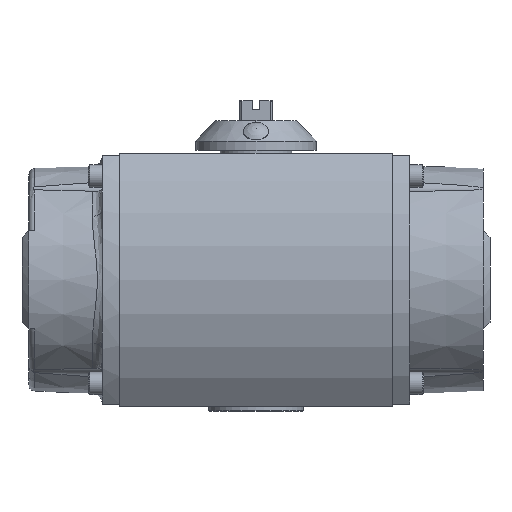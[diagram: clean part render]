
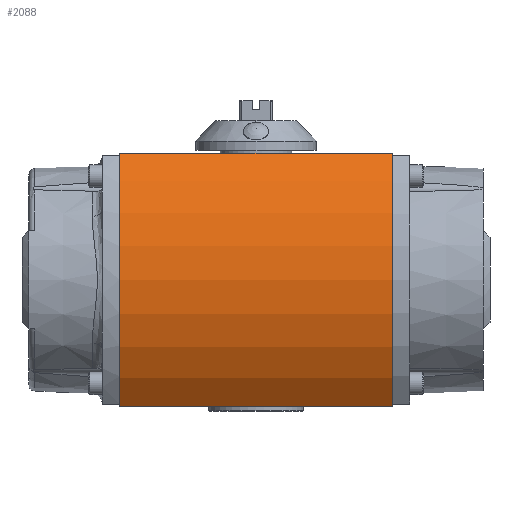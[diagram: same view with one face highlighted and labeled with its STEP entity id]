
A CAD part, left-side view. The second image highlights one B-rep face of the part: STEP entity #2088.
In plain terms, the highlighted cylindrical face has radius 115.979 mm (diameter 231.958 mm), a partial arc.
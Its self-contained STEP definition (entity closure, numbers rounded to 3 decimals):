
#644=CARTESIAN_POINT('',(-41.65,79.005,-73.3));
#645=VERTEX_POINT('',#644);
#662=CARTESIAN_POINT('',(-41.65,-79.005,-73.3));
#663=VERTEX_POINT('',#662);
#670=CARTESIAN_POINT('',(-41.65,-79.005,-73.3));
#671=DIRECTION('',(0.0,1.0,0.0));
#672=VECTOR('',#671,158.01);
#673=LINE('',#670,#672);
#674=EDGE_CURVE('',#663,#645,#673,.T.);
#1980=CARTESIAN_POINT('',(-41.65,-79.005,73.3));
#1981=VERTEX_POINT('',#1980);
#1988=CARTESIAN_POINT('',(48.229,-79.005,0.));
#1989=DIRECTION('',(0.0,1.0,0.0));
#1990=DIRECTION('',(-0.775,0.0,-0.632));
#1991=AXIS2_PLACEMENT_3D('',#1988,#1989,#1990);
#1992=CIRCLE('',#1991,115.979);
#1993=EDGE_CURVE('',#663,#1981,#1992,.T.);
#2020=CARTESIAN_POINT('',(-41.65,79.005,73.3));
#2021=VERTEX_POINT('',#2020);
#2028=CARTESIAN_POINT('',(-41.65,-79.005,73.3));
#2029=DIRECTION('',(0.0,1.0,0.0));
#2030=VECTOR('',#2029,158.01);
#2031=LINE('',#2028,#2030);
#2032=EDGE_CURVE('',#1981,#2021,#2031,.T.);
#2071=CARTESIAN_POINT('',(48.229,0.0,0.));
#2072=DIRECTION('',(0.0,1.0,0.0));
#2073=DIRECTION('',(-0.775,0.0,-0.632));
#2074=AXIS2_PLACEMENT_3D('',#2071,#2072,#2073);
#2075=CYLINDRICAL_SURFACE('',#2074,115.979);
#2076=CARTESIAN_POINT('',(48.229,79.005,0.));
#2077=DIRECTION('',(0.0,-1.0,0.0));
#2078=DIRECTION('',(-0.775,0.0,-0.632));
#2079=AXIS2_PLACEMENT_3D('',#2076,#2077,#2078);
#2080=CIRCLE('',#2079,115.979);
#2081=EDGE_CURVE('',#2021,#645,#2080,.T.);
#2082=ORIENTED_EDGE('',*,*,#2081,.T.);
#2083=ORIENTED_EDGE('',*,*,#674,.F.);
#2084=ORIENTED_EDGE('',*,*,#1993,.T.);
#2085=ORIENTED_EDGE('',*,*,#2032,.T.);
#2086=EDGE_LOOP('',(#2082,#2083,#2084,#2085));
#2087=FACE_OUTER_BOUND('',#2086,.T.);
#2088=ADVANCED_FACE('',(#2087),#2075,.T.);
